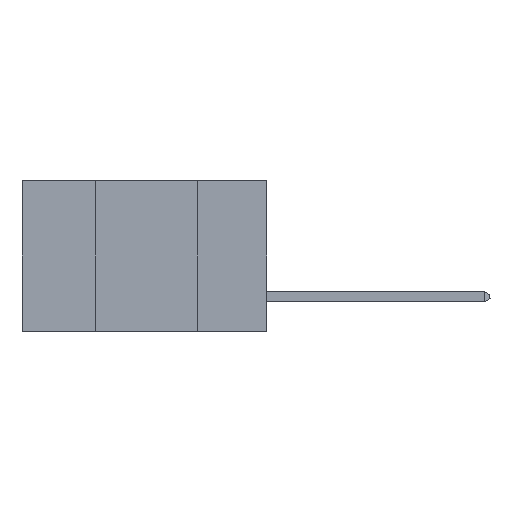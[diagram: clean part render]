
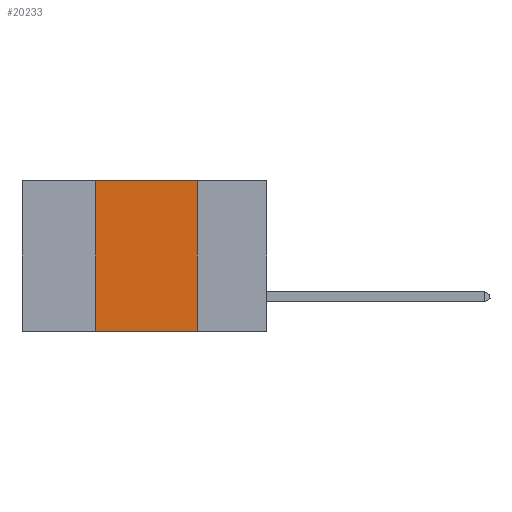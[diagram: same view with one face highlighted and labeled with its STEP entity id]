
A CAD part, left-side view. The second image highlights one B-rep face of the part: STEP entity #20233.
In plain terms, the highlighted planar face has unit normal (-1, 0, 0).
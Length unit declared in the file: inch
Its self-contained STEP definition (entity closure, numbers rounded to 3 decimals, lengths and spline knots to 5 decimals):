
#1547 = DIRECTION ( 'NONE',  ( 0., -1., 0. ) ) ;
#1604 = LINE ( 'NONE', #23916, #34504 ) ;
#1822 = VECTOR ( 'NONE', #19879, 39.37008 ) ;
#3189 = ORIENTED_EDGE ( 'NONE', *, *, #33794, .F. ) ;
#4247 = DIRECTION ( 'NONE',  ( 0., 0., -1. ) ) ;
#5256 = VECTOR ( 'NONE', #17854, 39.37008 ) ;
#5322 = EDGE_LOOP ( 'NONE', ( #15978, #11402, #3189, #30651 ) ) ;
#5396 = CARTESIAN_POINT ( 'NONE',  ( 0., 0.6, -0.37 ) ) ;
#6975 = LINE ( 'NONE', #29713, #22367 ) ;
#7291 = DIRECTION ( 'NONE',  ( 0., 0., -1. ) ) ;
#8156 = VERTEX_POINT ( 'NONE', #18891 ) ;
#11004 = EDGE_CURVE ( 'NONE', #8156, #14271, #6975, .T. ) ;
#11402 = ORIENTED_EDGE ( 'NONE', *, *, #11004, .F. ) ;
#12910 = VERTEX_POINT ( 'NONE', #13033 ) ;
#12927 = VERTEX_POINT ( 'NONE', #30167 ) ;
#13033 = CARTESIAN_POINT ( 'NONE',  ( 0., 0.17, -0.37 ) ) ;
#13155 = CARTESIAN_POINT ( 'NONE',  ( 0., 0.6, 0. ) ) ;
#13790 = AXIS2_PLACEMENT_3D ( 'NONE', #13155, #15769, #4247 ) ;
#14271 = VERTEX_POINT ( 'NONE', #22529 ) ;
#15769 = DIRECTION ( 'NONE',  ( 1., 0., 0. ) ) ;
#15978 = ORIENTED_EDGE ( 'NONE', *, *, #36208, .F. ) ;
#17854 = DIRECTION ( 'NONE',  ( 0., 0., 1. ) ) ;
#18124 = CARTESIAN_POINT ( 'NONE',  ( 0., 0.42, 0. ) ) ;
#18891 = CARTESIAN_POINT ( 'NONE',  ( 0., 0.42, 0. ) ) ;
#19879 = DIRECTION ( 'NONE',  ( 0., -1., 0. ) ) ;
#20233 = ADVANCED_FACE ( 'NONE', ( #22649 ), #20987, .F. ) ;
#20987 = PLANE ( 'NONE',  #13790 ) ;
#22367 = VECTOR ( 'NONE', #1547, 39.37008 ) ;
#22529 = CARTESIAN_POINT ( 'NONE',  ( 0., 0.17, 0. ) ) ;
#22649 = FACE_OUTER_BOUND ( 'NONE', #5322, .T. ) ;
#23916 = CARTESIAN_POINT ( 'NONE',  ( 0., 0.17, 0. ) ) ;
#26351 = LINE ( 'NONE', #18124, #5256 ) ;
#29713 = CARTESIAN_POINT ( 'NONE',  ( 0., 0.6, 0. ) ) ;
#30160 = LINE ( 'NONE', #5396, #1822 ) ;
#30167 = CARTESIAN_POINT ( 'NONE',  ( 0., 0.42, -0.37 ) ) ;
#30651 = ORIENTED_EDGE ( 'NONE', *, *, #30706, .T. ) ;
#30706 = EDGE_CURVE ( 'NONE', #12927, #12910, #30160, .T. ) ;
#33794 = EDGE_CURVE ( 'NONE', #12927, #8156, #26351, .T. ) ;
#34504 = VECTOR ( 'NONE', #7291, 39.37008 ) ;
#36208 = EDGE_CURVE ( 'NONE', #14271, #12910, #1604, .T. ) ;
